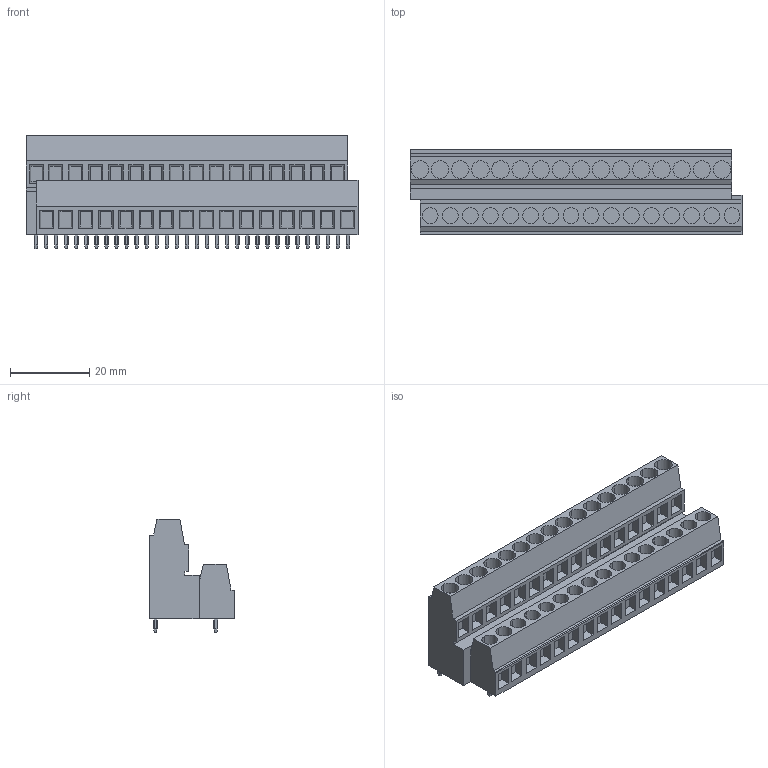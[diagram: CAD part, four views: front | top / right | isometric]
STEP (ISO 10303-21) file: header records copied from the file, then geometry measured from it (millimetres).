
FILE_DESCRIPTION(('CATIA V5 STEP Exchange','CAx-IF Rec.Pracs.--- Model Styling and Organization---1.2---2011-12-15'),'2;1');
FILE_NAME ('D1455711_0_1768990000_1768990000.stp','2018-09-07T07:48:30+00:00',('none'),('Weidmueller'),'CATIA Version 5-6 Release 2014','CATIA V5 STEP AP214','none');
FILE_SCHEMA(('AUTOMOTIVE_DESIGN { 1 0 10303 214 1 1 1 1 }'));
Length unit declared in the file: millimetre
Products named in the file (1): 1768990000
Bounding box: 83.82 x 21.6 x 28.7 mm (x, y, z)
Volume: 28312 mm3; surface area: 11388.5 mm2
Topology: 33 solids, 33 shells, 728 faces, 1794 edges, 1196 vertices
Faces by surface type: plane 663, cylinder 65
Entity records: 19652 total; most frequent: CARTESIAN_POINT 3824, ORIENTED_EDGE 3588, DIRECTION 2506, EDGE_CURVE 1794, VECTOR 1346, LINE 1346, VERTEX_POINT 1196, EDGE_LOOP 792
